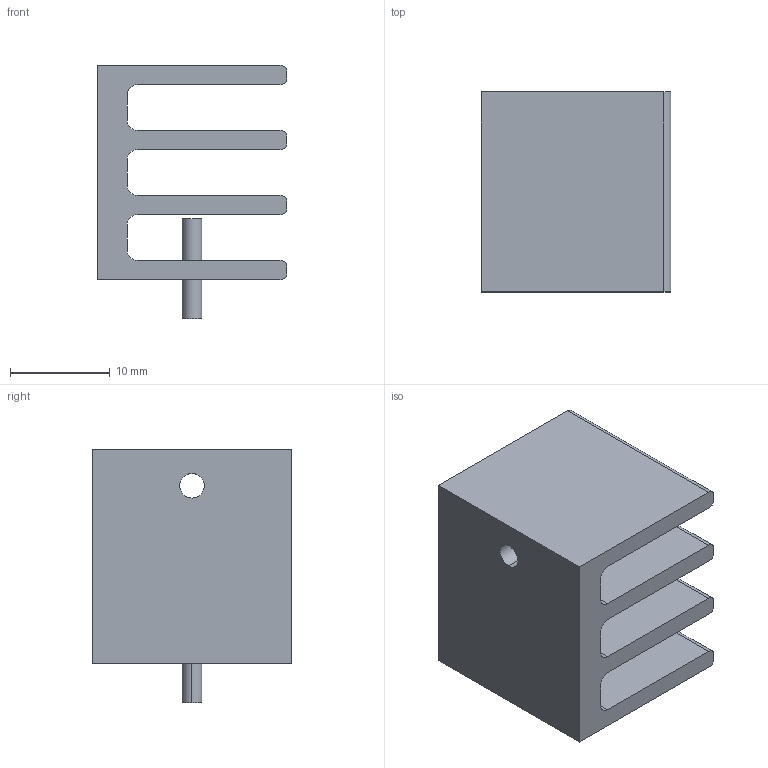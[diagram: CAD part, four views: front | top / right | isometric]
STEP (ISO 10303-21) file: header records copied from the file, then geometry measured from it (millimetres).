
FILE_DESCRIPTION((''),'2;1');
FILE_NAME('HSINK_FISCHER_SK 454 20 1xM3 L.stp','2012-09-04T09:50:54',(''),(''),'Mechanical Desktop 2011','Mechanical Desktop 2011',', , ');
FILE_SCHEMA(('AUTOMOTIVE_DESIGN { 1 2 10303 214 1 1 1 1 }'));
Length unit declared in the file: millimetre
Products named in the file (1): Product
Bounding box: 19 x 20 x 25.35 mm (x, y, z)
Volume: 3785.3 mm3; surface area: 3950.1 mm2
Topology: 2 solids, 2 shells, 42 faces, 118 edges, 80 vertices
Faces by surface type: cylinder 22, plane 20
Entity records: 1457 total; most frequent: CARTESIAN_POINT 258, DIRECTION 246, ORIENTED_EDGE 234, EDGE_CURVE 117, AXIS2_PLACEMENT_3D 87, VERTEX_POINT 78, VECTOR 72, LINE 72
